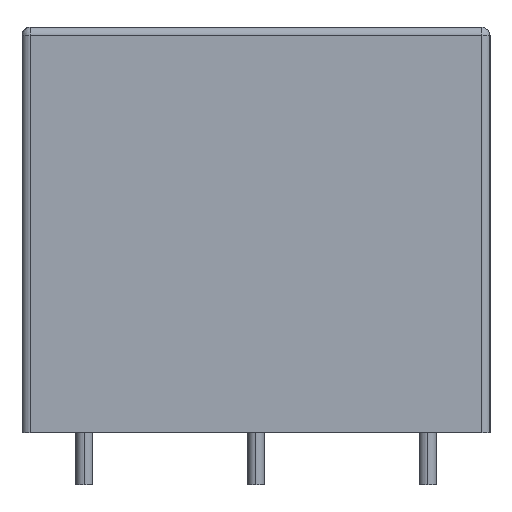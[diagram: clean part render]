
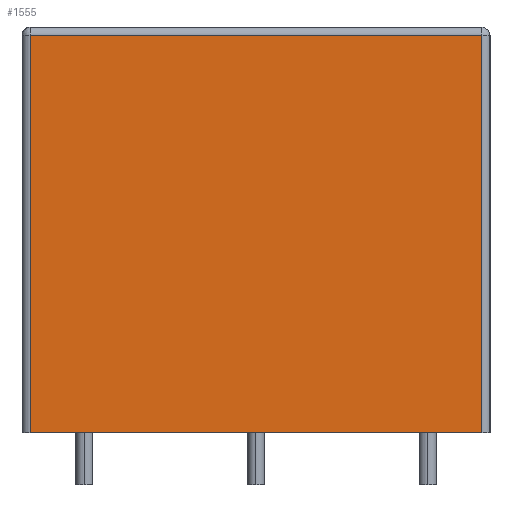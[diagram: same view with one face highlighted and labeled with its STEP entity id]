
A CAD part, left-side view. The second image highlights one B-rep face of the part: STEP entity #1555.
In plain terms, the highlighted planar face has unit normal (-1, 0, 0).
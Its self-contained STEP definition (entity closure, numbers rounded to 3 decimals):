
#1091=CARTESIAN_POINT('',(-26.45,-13.35,23.5));
#1092=VERTEX_POINT('',#1091);
#1108=CARTESIAN_POINT('',(-26.45,13.35,23.5));
#1109=VERTEX_POINT('',#1108);
#1117=CARTESIAN_POINT('',(-26.45,13.35,23.5));
#1118=DIRECTION('',(0.0,-1.0,0.0));
#1119=VECTOR('',#1118,26.7);
#1120=LINE('',#1117,#1119);
#1121=EDGE_CURVE('',#1109,#1092,#1120,.T.);
#1287=CARTESIAN_POINT('',(-26.45,13.35,0.0));
#1288=VERTEX_POINT('',#1287);
#1296=CARTESIAN_POINT('',(-26.45,13.35,0.0));
#1297=DIRECTION('',(0.0,0.0,1.0));
#1298=VECTOR('',#1297,23.5);
#1299=LINE('',#1296,#1298);
#1300=EDGE_CURVE('',#1288,#1109,#1299,.T.);
#1520=CARTESIAN_POINT('',(-26.45,-13.35,0.0));
#1521=VERTEX_POINT('',#1520);
#1522=CARTESIAN_POINT('',(-26.45,-13.35,23.5));
#1523=DIRECTION('',(0.0,0.0,-1.0));
#1524=VECTOR('',#1523,23.5);
#1525=LINE('',#1522,#1524);
#1526=EDGE_CURVE('',#1092,#1521,#1525,.T.);
#1539=CARTESIAN_POINT('',(-26.45,-12.33,0.6));
#1540=DIRECTION('',(-1.0,0.0,0.0));
#1541=DIRECTION('',(0.0,0.0,1.0));
#1542=AXIS2_PLACEMENT_3D('',#1539,#1540,#1541);
#1543=PLANE('',#1542);
#1544=ORIENTED_EDGE('',*,*,#1121,.F.);
#1545=ORIENTED_EDGE('',*,*,#1300,.F.);
#1546=CARTESIAN_POINT('',(-26.45,-13.35,0.0));
#1547=DIRECTION('',(0.0,1.0,0.0));
#1548=VECTOR('',#1547,26.7);
#1549=LINE('',#1546,#1548);
#1550=EDGE_CURVE('',#1288,#1521,#1549,.F.);
#1551=ORIENTED_EDGE('',*,*,#1550,.T.);
#1552=ORIENTED_EDGE('',*,*,#1526,.F.);
#1553=EDGE_LOOP('',(#1544,#1545,#1551,#1552));
#1554=FACE_OUTER_BOUND('',#1553,.T.);
#1555=ADVANCED_FACE('',(#1554),#1543,.T.);
